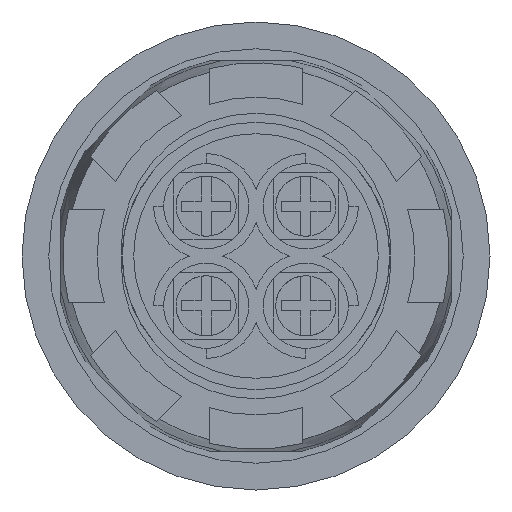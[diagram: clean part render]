
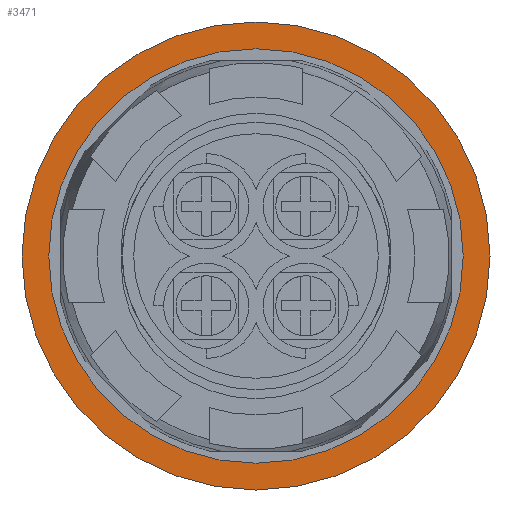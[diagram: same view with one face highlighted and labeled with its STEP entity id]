
A CAD part, front view. The second image highlights one B-rep face of the part: STEP entity #3471.
In plain terms, the highlighted planar face has unit normal (0, -1, 0).
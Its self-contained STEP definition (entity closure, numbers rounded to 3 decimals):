
#35 = PLANE ( 'NONE',  #1286 ) ;
#167 = FACE_BOUND ( 'NONE', #4021, .T. ) ;
#300 = DIRECTION ( 'NONE',  ( 0., 0., -1. ) ) ;
#508 = CARTESIAN_POINT ( 'NONE',  ( 0., 36.25, -15.5 ) ) ;
#782 = DIRECTION ( 'NONE',  ( 0., -1., 0. ) ) ;
#1286 = AXIS2_PLACEMENT_3D ( 'NONE', #3100, #3677, #2189 ) ;
#1595 = DIRECTION ( 'NONE',  ( 0., 0., -1. ) ) ;
#2175 = CIRCLE ( 'NONE', #4040, 15.5 ) ;
#2189 = DIRECTION ( 'NONE',  ( 0., 0., -1. ) ) ;
#2321 = EDGE_LOOP ( 'NONE', ( #3790 ) ) ;
#2605 = VERTEX_POINT ( 'NONE', #6082 ) ;
#3100 = CARTESIAN_POINT ( 'NONE',  ( 0., 36.25, 0. ) ) ;
#3471 = ADVANCED_FACE ( 'NONE', ( #3584, #167 ), #35, .T. ) ;
#3553 = AXIS2_PLACEMENT_3D ( 'NONE', #4074, #6056, #1595 ) ;
#3584 = FACE_OUTER_BOUND ( 'NONE', #2321, .T. ) ;
#3677 = DIRECTION ( 'NONE',  ( 0., -1., 0. ) ) ;
#3790 = ORIENTED_EDGE ( 'NONE', *, *, #6287, .T. ) ;
#3802 = CARTESIAN_POINT ( 'NONE',  ( 0., 36.25, 0. ) ) ;
#3877 = ORIENTED_EDGE ( 'NONE', *, *, #4783, .F. ) ;
#4021 = EDGE_LOOP ( 'NONE', ( #3877 ) ) ;
#4040 = AXIS2_PLACEMENT_3D ( 'NONE', #3802, #782, #300 ) ;
#4074 = CARTESIAN_POINT ( 'NONE',  ( 0., 36.25, 0. ) ) ;
#4783 = EDGE_CURVE ( 'NONE', #4986, #4986, #2175, .T. ) ;
#4986 = VERTEX_POINT ( 'NONE', #508 ) ;
#5937 = CIRCLE ( 'NONE', #3553, 17.5 ) ;
#6056 = DIRECTION ( 'NONE',  ( 0., -1., 0. ) ) ;
#6082 = CARTESIAN_POINT ( 'NONE',  ( 0., 36.25, -17.5 ) ) ;
#6287 = EDGE_CURVE ( 'NONE', #2605, #2605, #5937, .T. ) ;
